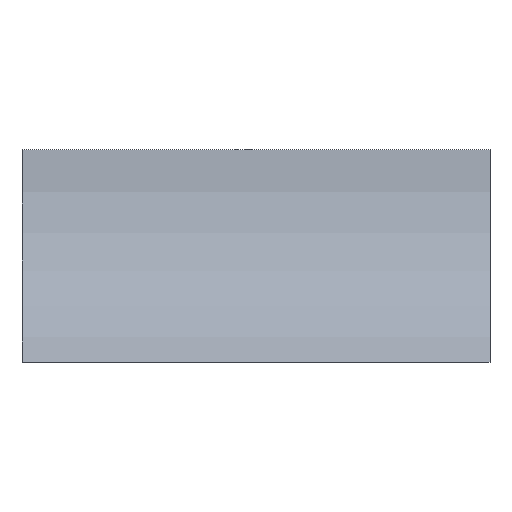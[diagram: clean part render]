
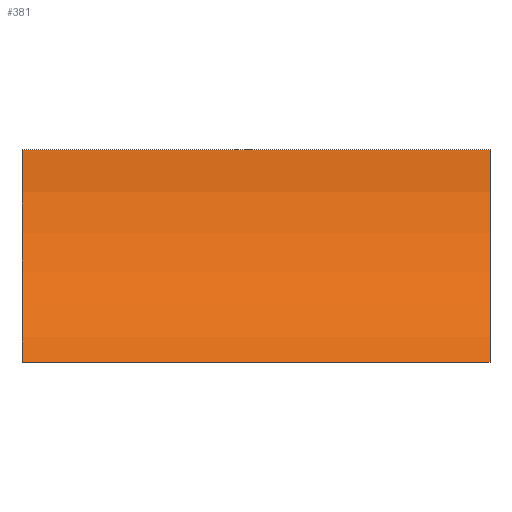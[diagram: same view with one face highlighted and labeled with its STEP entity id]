
A CAD part, front view. The second image highlights one B-rep face of the part: STEP entity #381.
In plain terms, the highlighted cylindrical face has radius 30 mm (diameter 60 mm), a partial arc.
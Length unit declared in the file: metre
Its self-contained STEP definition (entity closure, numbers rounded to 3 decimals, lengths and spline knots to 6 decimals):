
#14=CIRCLE('',#417,0.03);
#15=CIRCLE('',#418,0.03);
#17=CYLINDRICAL_SURFACE('',#416,0.03);
#62=ORIENTED_EDGE('',*,*,#162,.T.);
#63=ORIENTED_EDGE('',*,*,#164,.F.);
#64=ORIENTED_EDGE('',*,*,#126,.F.);
#65=ORIENTED_EDGE('',*,*,#165,.T.);
#126=EDGE_CURVE('',#180,#181,#216,.T.);
#162=EDGE_CURVE('',#211,#210,#250,.T.);
#164=EDGE_CURVE('',#181,#210,#14,.T.);
#165=EDGE_CURVE('',#180,#211,#15,.T.);
#180=VERTEX_POINT('',#534);
#181=VERTEX_POINT('',#535);
#210=VERTEX_POINT('',#605);
#211=VERTEX_POINT('',#607);
#216=LINE('',#533,#266);
#250=LINE('',#606,#300);
#266=VECTOR('',#435,1.);
#300=VECTOR('',#485,1.);
#323=EDGE_LOOP('',(#62,#63,#64,#65));
#343=FACE_BOUND('',#323,.T.);
#381=ADVANCED_FACE('',(#343),#17,.F.);
#416=AXIS2_PLACEMENT_3D('',#609,#487,#488);
#417=AXIS2_PLACEMENT_3D('',#610,#489,#490);
#418=AXIS2_PLACEMENT_3D('',#611,#491,#492);
#435=DIRECTION('',(-1.,0.,0.));
#485=DIRECTION('',(-1.,0.,0.));
#487=DIRECTION('',(-1.,0.,0.));
#488=DIRECTION('',(0.,0.,1.));
#489=DIRECTION('',(1.,0.,0.));
#490=DIRECTION('',(0.,0.,-1.));
#491=DIRECTION('',(1.,0.,0.));
#492=DIRECTION('',(0.,0.,-1.));
#533=CARTESIAN_POINT('',(0.05,-0.0395,-0.023));
#534=CARTESIAN_POINT('',(0.052,-0.0395,-0.023));
#535=CARTESIAN_POINT('',(-0.003,-0.0395,-0.023));
#605=CARTESIAN_POINT('',(-0.003,-0.0255,0.002));
#606=CARTESIAN_POINT('',(0.05,-0.0255,0.002));
#607=CARTESIAN_POINT('',(0.052,-0.0255,0.002));
#609=CARTESIAN_POINT('',(0.05,-0.055498,0.002379));
#610=CARTESIAN_POINT('',(-0.003,-0.055498,0.002379));
#611=CARTESIAN_POINT('',(0.052,-0.055498,0.002379));
